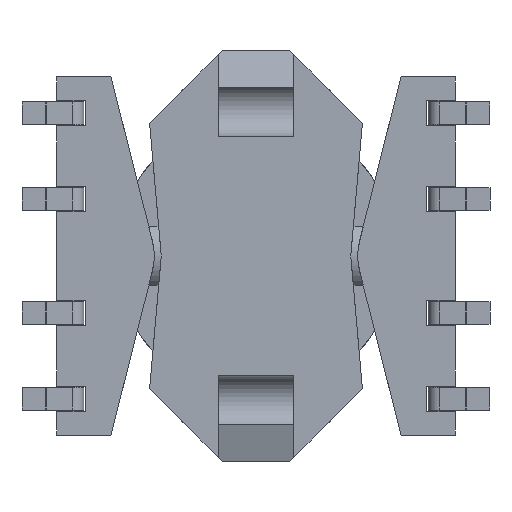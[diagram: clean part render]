
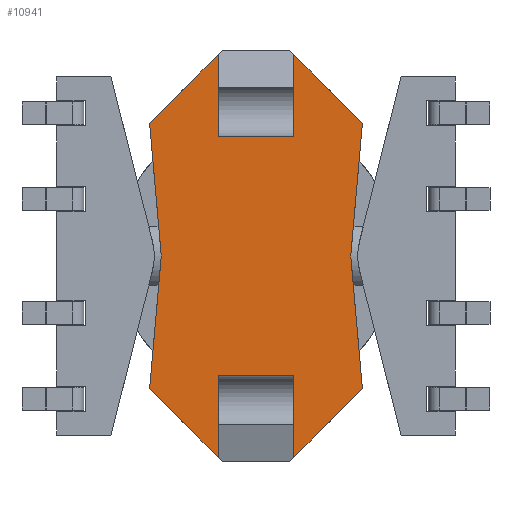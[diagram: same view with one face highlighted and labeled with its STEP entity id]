
A CAD part, front view. The second image highlights one B-rep face of the part: STEP entity #10941.
In plain terms, the highlighted face is planar.
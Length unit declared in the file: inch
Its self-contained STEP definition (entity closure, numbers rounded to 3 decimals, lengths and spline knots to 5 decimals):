
#150 = VERTEX_POINT ( 'NONE', #9720 ) ;
#216 = ORIENTED_EDGE ( 'NONE', *, *, #11964, .F. ) ;
#265 = LINE ( 'NONE', #10984, #7093 ) ;
#296 = DIRECTION ( 'NONE',  ( 0.707, -0.707, 0. ) ) ;
#385 = ORIENTED_EDGE ( 'NONE', *, *, #10029, .T. ) ;
#387 = DIRECTION ( 'NONE',  ( -0.087, 0.996, 0. ) ) ;
#411 = CARTESIAN_POINT ( 'NONE',  ( -0.18346, -0.22874, 0. ) ) ;
#444 = ORIENTED_EDGE ( 'NONE', *, *, #8918, .F. ) ;
#631 = CARTESIAN_POINT ( 'NONE',  ( -0.06535, -0.34685, 0. ) ) ;
#839 = LINE ( 'NONE', #2853, #5511 ) ;
#915 = ORIENTED_EDGE ( 'NONE', *, *, #4801, .T. ) ;
#1056 = VECTOR ( 'NONE', #296, 39.37008 ) ;
#1115 = FACE_OUTER_BOUND ( 'NONE', #1558, .T. ) ;
#1274 = CARTESIAN_POINT ( 'NONE',  ( 0.16339, 0., 0. ) ) ;
#1341 = ORIENTED_EDGE ( 'NONE', *, *, #13173, .T. ) ;
#1470 = PLANE ( 'NONE',  #11879 ) ;
#1558 = EDGE_LOOP ( 'NONE', ( #385, #13207, #11702, #4182, #12513, #10429, #1341, #7526, #216, #444, #9148, #915, #7763, #6659 ) ) ;
#1595 = CARTESIAN_POINT ( 'NONE',  ( -0.16339, 0., 0. ) ) ;
#1997 = VERTEX_POINT ( 'NONE', #2205 ) ;
#2193 = VERTEX_POINT ( 'NONE', #12111 ) ;
#2205 = CARTESIAN_POINT ( 'NONE',  ( 0.18346, 0.22874, 0. ) ) ;
#2289 = VECTOR ( 'NONE', #13184, 39.37008 ) ;
#2331 = CARTESIAN_POINT ( 'NONE',  ( -0.16339, 0., 0. ) ) ;
#2462 = CARTESIAN_POINT ( 'NONE',  ( -0.06535, -0.20669, 0. ) ) ;
#2730 = CARTESIAN_POINT ( 'NONE',  ( 0.18346, -0.22874, 0. ) ) ;
#2853 = CARTESIAN_POINT ( 'NONE',  ( 0.18346, 0.22874, 0. ) ) ;
#2983 = VECTOR ( 'NONE', #4500, 39.37008 ) ;
#3094 = VERTEX_POINT ( 'NONE', #411 ) ;
#3098 = EDGE_CURVE ( 'NONE', #150, #3254, #5254, .T. ) ;
#3254 = VERTEX_POINT ( 'NONE', #13248 ) ;
#3415 = VECTOR ( 'NONE', #11927, 39.37008 ) ;
#3437 = VECTOR ( 'NONE', #3727, 39.37008 ) ;
#3640 = DIRECTION ( 'NONE',  ( 0.087, -0.996, 0. ) ) ;
#3727 = DIRECTION ( 'NONE',  ( 0., 1., 0. ) ) ;
#3794 = LINE ( 'NONE', #4734, #2289 ) ;
#4083 = VECTOR ( 'NONE', #6383, 39.37008 ) ;
#4146 = LINE ( 'NONE', #11778, #5830 ) ;
#4182 = ORIENTED_EDGE ( 'NONE', *, *, #11037, .T. ) ;
#4237 = CARTESIAN_POINT ( 'NONE',  ( -0.06535, -0.20669, 0. ) ) ;
#4253 = EDGE_CURVE ( 'NONE', #150, #12326, #11789, .T. ) ;
#4320 = VERTEX_POINT ( 'NONE', #1595 ) ;
#4500 = DIRECTION ( 'NONE',  ( -0.087, -0.996, 0. ) ) ;
#4593 = DIRECTION ( 'NONE',  ( -1., 0., 0. ) ) ;
#4734 = CARTESIAN_POINT ( 'NONE',  ( -0.06535, 0.20669, 0. ) ) ;
#4801 = EDGE_CURVE ( 'NONE', #5304, #12258, #4146, .T. ) ;
#5206 = LINE ( 'NONE', #6076, #10986 ) ;
#5254 = LINE ( 'NONE', #6854, #3437 ) ;
#5304 = VERTEX_POINT ( 'NONE', #6564 ) ;
#5511 = VECTOR ( 'NONE', #12287, 39.37008 ) ;
#5733 = CARTESIAN_POINT ( 'NONE',  ( 0.16339, 0., 0. ) ) ;
#5830 = VECTOR ( 'NONE', #8693, 39.37008 ) ;
#6076 = CARTESIAN_POINT ( 'NONE',  ( -0.18346, 0.22874, 0. ) ) ;
#6117 = VECTOR ( 'NONE', #3640, 39.37008 ) ;
#6383 = DIRECTION ( 'NONE',  ( 0., -1., 0. ) ) ;
#6450 = VERTEX_POINT ( 'NONE', #11337 ) ;
#6502 = CARTESIAN_POINT ( 'NONE',  ( 0.06535, -0.20669, 0. ) ) ;
#6564 = CARTESIAN_POINT ( 'NONE',  ( 0.06535, -0.34685, 0. ) ) ;
#6659 = ORIENTED_EDGE ( 'NONE', *, *, #9255, .T. ) ;
#6700 = LINE ( 'NONE', #10964, #12292 ) ;
#6854 = CARTESIAN_POINT ( 'NONE',  ( 0.06535, 0.20669, 0. ) ) ;
#7093 = VECTOR ( 'NONE', #7973, 39.37008 ) ;
#7526 = ORIENTED_EDGE ( 'NONE', *, *, #9834, .T. ) ;
#7763 = ORIENTED_EDGE ( 'NONE', *, *, #12829, .T. ) ;
#7973 = DIRECTION ( 'NONE',  ( -1., 0., 0. ) ) ;
#8144 = DIRECTION ( 'NONE',  ( -0.707, -0.707, 0. ) ) ;
#8156 = VECTOR ( 'NONE', #4593, 39.37008 ) ;
#8479 = DIRECTION ( 'NONE',  ( 0., -1., 0. ) ) ;
#8525 = CARTESIAN_POINT ( 'NONE',  ( 0.06535, -0.20669, 0. ) ) ;
#8576 = LINE ( 'NONE', #6502, #12682 ) ;
#8631 = EDGE_CURVE ( 'NONE', #2193, #4320, #13378, .T. ) ;
#8693 = DIRECTION ( 'NONE',  ( 0.707, 0.707, 0. ) ) ;
#8757 = CARTESIAN_POINT ( 'NONE',  ( -0.18346, -0.22874, 0. ) ) ;
#8906 = LINE ( 'NONE', #4237, #4083 ) ;
#8918 = EDGE_CURVE ( 'NONE', #11345, #13165, #265, .T. ) ;
#8963 = DIRECTION ( 'NONE',  ( -1., 0., 0. ) ) ;
#9148 = ORIENTED_EDGE ( 'NONE', *, *, #11428, .T. ) ;
#9255 = EDGE_CURVE ( 'NONE', #10404, #1997, #13172, .T. ) ;
#9720 = CARTESIAN_POINT ( 'NONE',  ( 0.06535, 0.20669, 0. ) ) ;
#9834 = EDGE_CURVE ( 'NONE', #3094, #11178, #11187, .T. ) ;
#10029 = EDGE_CURVE ( 'NONE', #1997, #3254, #839, .T. ) ;
#10404 = VERTEX_POINT ( 'NONE', #5733 ) ;
#10429 = ORIENTED_EDGE ( 'NONE', *, *, #8631, .T. ) ;
#10656 = CARTESIAN_POINT ( 'NONE',  ( 0.06535, 0.20669, 0. ) ) ;
#10941 = ADVANCED_FACE ( 'NONE', ( #1115 ), #1470, .F. ) ;
#10964 = CARTESIAN_POINT ( 'NONE',  ( 0.16339, 0., 0. ) ) ;
#10984 = CARTESIAN_POINT ( 'NONE',  ( 0.06535, -0.20669, 0. ) ) ;
#10986 = VECTOR ( 'NONE', #8144, 39.37008 ) ;
#11037 = EDGE_CURVE ( 'NONE', #12326, #6450, #3794, .T. ) ;
#11178 = VERTEX_POINT ( 'NONE', #631 ) ;
#11187 = LINE ( 'NONE', #8757, #1056 ) ;
#11296 = CARTESIAN_POINT ( 'NONE',  ( -0.06535, 0.20669, 0. ) ) ;
#11337 = CARTESIAN_POINT ( 'NONE',  ( -0.06535, 0.34685, 0. ) ) ;
#11345 = VERTEX_POINT ( 'NONE', #8525 ) ;
#11428 = EDGE_CURVE ( 'NONE', #11345, #5304, #8576, .T. ) ;
#11702 = ORIENTED_EDGE ( 'NONE', *, *, #4253, .T. ) ;
#11778 = CARTESIAN_POINT ( 'NONE',  ( 0.18346, -0.22874, 0. ) ) ;
#11789 = LINE ( 'NONE', #10656, #8156 ) ;
#11879 = AXIS2_PLACEMENT_3D ( 'NONE', #12160, #12076, #8963 ) ;
#11927 = DIRECTION ( 'NONE',  ( 0.087, 0.996, 0. ) ) ;
#11964 = EDGE_CURVE ( 'NONE', #13165, #11178, #8906, .T. ) ;
#12076 = DIRECTION ( 'NONE',  ( 0., 0., -1. ) ) ;
#12111 = CARTESIAN_POINT ( 'NONE',  ( -0.18346, 0.22874, 0. ) ) ;
#12160 = CARTESIAN_POINT ( 'NONE',  ( 0., 0., 0. ) ) ;
#12258 = VERTEX_POINT ( 'NONE', #2730 ) ;
#12287 = DIRECTION ( 'NONE',  ( -0.707, 0.707, 0. ) ) ;
#12292 = VECTOR ( 'NONE', #387, 39.37008 ) ;
#12326 = VERTEX_POINT ( 'NONE', #11296 ) ;
#12513 = ORIENTED_EDGE ( 'NONE', *, *, #12791, .T. ) ;
#12682 = VECTOR ( 'NONE', #8479, 39.37008 ) ;
#12791 = EDGE_CURVE ( 'NONE', #6450, #2193, #5206, .T. ) ;
#12829 = EDGE_CURVE ( 'NONE', #12258, #10404, #6700, .T. ) ;
#13062 = CARTESIAN_POINT ( 'NONE',  ( -0.16339, 0., 0. ) ) ;
#13165 = VERTEX_POINT ( 'NONE', #2462 ) ;
#13172 = LINE ( 'NONE', #1274, #3415 ) ;
#13173 = EDGE_CURVE ( 'NONE', #4320, #3094, #13241, .T. ) ;
#13184 = DIRECTION ( 'NONE',  ( 0., 1., 0. ) ) ;
#13207 = ORIENTED_EDGE ( 'NONE', *, *, #3098, .F. ) ;
#13241 = LINE ( 'NONE', #2331, #2983 ) ;
#13248 = CARTESIAN_POINT ( 'NONE',  ( 0.06535, 0.34685, 0. ) ) ;
#13378 = LINE ( 'NONE', #13062, #6117 ) ;
